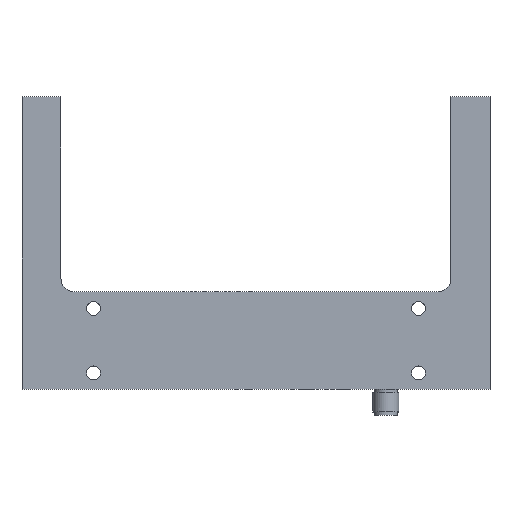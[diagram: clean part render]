
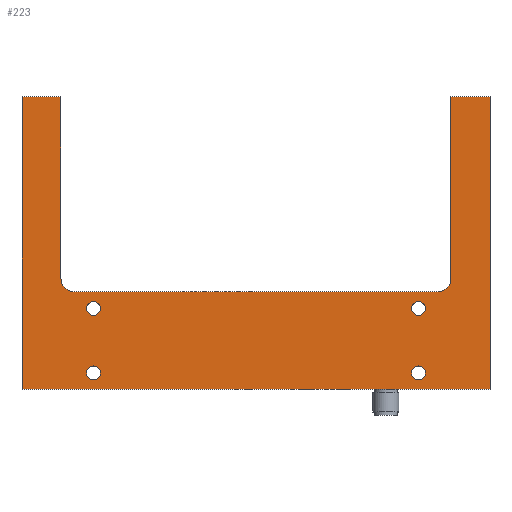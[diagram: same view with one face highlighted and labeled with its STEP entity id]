
A CAD part, top view. The second image highlights one B-rep face of the part: STEP entity #223.
In plain terms, the highlighted planar face has unit normal (0, 0, 1).
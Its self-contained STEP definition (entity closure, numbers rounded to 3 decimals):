
#185=EDGE_CURVE('',#349,#447,#524,.T.);
#203=EDGE_CURVE('',#363,#546,#547,.F.);
#221=EDGE_CURVE('',#335,#441,#572,.T.);
#223=ADVANCED_FACE('',(#574,#575,#576,#577,#578),#579,.T.);
#225=EDGE_CURVE('',#441,#421,#581,.T.);
#233=EDGE_CURVE('',#313,#592,#593,.F.);
#271=EDGE_CURVE('',#317,#439,#641,.T.);
#275=EDGE_CURVE('',#646,#277,#647,.F.);
#277=VERTEX_POINT('',#649);
#281=EDGE_CURVE('',#439,#357,#654,.F.);
#283=EDGE_CURVE('',#447,#335,#656,.T.);
#297=EDGE_CURVE('',#357,#349,#676,.T.);
#303=EDGE_CURVE('',#421,#355,#683,.T.);
#307=EDGE_CURVE('',#355,#483,#688,.T.);
#313=VERTEX_POINT('',#696);
#317=VERTEX_POINT('',#701);
#321=EDGE_CURVE('',#706,#437,#707,.F.);
#333=EDGE_CURVE('',#277,#646,#724,.F.);
#335=VERTEX_POINT('',#726);
#337=EDGE_CURVE('',#437,#706,#728,.F.);
#347=EDGE_CURVE('',#483,#317,#740,.F.);
#349=VERTEX_POINT('',#742);
#351=EDGE_CURVE('',#592,#313,#744,.F.);
#355=VERTEX_POINT('',#749);
#357=VERTEX_POINT('',#751);
#363=VERTEX_POINT('',#757);
#421=VERTEX_POINT('',#830);
#437=VERTEX_POINT('',#851);
#439=VERTEX_POINT('',#853);
#441=VERTEX_POINT('',#855);
#447=VERTEX_POINT('',#862);
#483=VERTEX_POINT('',#905);
#489=EDGE_CURVE('',#546,#363,#912,.F.);
#524=LINE('',#939,#940);
#546=VERTEX_POINT('',#967);
#547=CIRCLE('',#968,2.15);
#572=LINE('',#998,#999);
#574=FACE_BOUND('',#1001,.T.);
#575=FACE_BOUND('',#1002,.T.);
#576=FACE_BOUND('',#1003,.T.);
#577=FACE_BOUND('',#1004,.T.);
#578=FACE_OUTER_BOUND('',#1005,.T.);
#579=PLANE('',#1006);
#581=LINE('',#1009,#1010);
#592=VERTEX_POINT('',#1022);
#593=CIRCLE('',#1023,2.15);
#641=LINE('',#1089,#1090);
#646=VERTEX_POINT('',#1097);
#647=CIRCLE('',#1098,2.15);
#649=CARTESIAN_POINT('',(-52.15,-20.15,6.));
#654=CIRCLE('',#1107,4.0);
#656=LINE('',#1110,#1111);
#676=LINE('',#1132,#1133);
#683=LINE('',#1142,#1143);
#688=LINE('',#1148,#1149);
#696=CARTESIAN_POINT('',(-52.15,-40.0,6.));
#701=CARTESIAN_POINT('',(56.0,-15.0,6.));
#706=VERTEX_POINT('',#1168);
#707=CIRCLE('',#1169,2.15);
#724=CIRCLE('',#1187,2.15);
#726=CARTESIAN_POINT('',(-72.0,-45.,6.));
#728=CIRCLE('',#1192,2.15);
#740=CIRCLE('',#1207,4.0);
#742=CARTESIAN_POINT('',(-60.0,45.,6.));
#744=CIRCLE('',#1212,2.15);
#749=CARTESIAN_POINT('',(60.0,45.0,6.));
#751=CARTESIAN_POINT('',(-60.0,-11.0,6.));
#757=CARTESIAN_POINT('',(47.85,-20.15,6.));
#830=CARTESIAN_POINT('',(72.0,45.,6.));
#851=CARTESIAN_POINT('',(47.85,-40.0,6.));
#853=CARTESIAN_POINT('',(-56.0,-15.0,6.));
#855=CARTESIAN_POINT('',(72.0,-45.,6.));
#862=CARTESIAN_POINT('',(-72.0,45.,6.));
#905=CARTESIAN_POINT('',(60.0,-11.,6.));
#912=CIRCLE('',#1422,2.15);
#939=CARTESIAN_POINT('',(72.0,45.,6.));
#940=VECTOR('',#1459,1.0);
#967=CARTESIAN_POINT('',(52.15,-20.15,6.));
#968=AXIS2_PLACEMENT_3D('',#1487,#1488,#1489);
#998=CARTESIAN_POINT('',(-72.0,-45.,6.));
#999=VECTOR('',#1529,1.0);
#1001=EDGE_LOOP('',(#1531,#1532));
#1002=EDGE_LOOP('',(#1533,#1534));
#1003=EDGE_LOOP('',(#1535,#1536));
#1004=EDGE_LOOP('',(#1537,#1538));
#1005=EDGE_LOOP('',(#1539,#1540,#1541,#1542,#1543,#1544,#1545,#1546,#1547,#1548));
#1006=AXIS2_PLACEMENT_3D('',#1549,#1550,#1551);
#1009=CARTESIAN_POINT('',(72.0,-45.,6.));
#1010=VECTOR('',#1552,1.0);
#1022=CARTESIAN_POINT('',(-47.85,-40.0,6.));
#1023=AXIS2_PLACEMENT_3D('',#1571,#1572,#1573);
#1089=CARTESIAN_POINT('',(72.0,-15.,6.));
#1090=VECTOR('',#1629,1.0);
#1097=CARTESIAN_POINT('',(-47.85,-20.15,6.));
#1098=AXIS2_PLACEMENT_3D('',#1633,#1634,#1635);
#1107=AXIS2_PLACEMENT_3D('',#1639,#1640,#1641);
#1110=CARTESIAN_POINT('',(-72.0,45.,6.));
#1111=VECTOR('',#1642,1.0);
#1132=CARTESIAN_POINT('',(-60.0,45.,6.));
#1133=VECTOR('',#1683,1.0);
#1142=CARTESIAN_POINT('',(72.0,45.,6.));
#1143=VECTOR('',#1695,1.0);
#1148=CARTESIAN_POINT('',(60.0,45.0,6.));
#1149=VECTOR('',#1697,1.0);
#1168=CARTESIAN_POINT('',(52.15,-40.0,6.));
#1169=AXIS2_PLACEMENT_3D('',#1730,#1731,#1732);
#1187=AXIS2_PLACEMENT_3D('',#1765,#1766,#1767);
#1192=AXIS2_PLACEMENT_3D('',#1768,#1769,#1770);
#1207=AXIS2_PLACEMENT_3D('',#1785,#1786,#1787);
#1212=AXIS2_PLACEMENT_3D('',#1788,#1789,#1790);
#1422=AXIS2_PLACEMENT_3D('',#2012,#2013,#2014);
#1459=DIRECTION('',(-1.0,0.,0.));
#1487=CARTESIAN_POINT('',(50.0,-20.15,6.));
#1488=DIRECTION('',(0.,0.,1.0));
#1489=DIRECTION('',(-1.0,0.,0.));
#1529=DIRECTION('',(1.0,0.,0.));
#1531=ORIENTED_EDGE('',*,*,#337,.T.);
#1532=ORIENTED_EDGE('',*,*,#321,.T.);
#1533=ORIENTED_EDGE('',*,*,#233,.T.);
#1534=ORIENTED_EDGE('',*,*,#351,.T.);
#1535=ORIENTED_EDGE('',*,*,#333,.T.);
#1536=ORIENTED_EDGE('',*,*,#275,.T.);
#1537=ORIENTED_EDGE('',*,*,#203,.T.);
#1538=ORIENTED_EDGE('',*,*,#489,.T.);
#1539=ORIENTED_EDGE('',*,*,#303,.T.);
#1540=ORIENTED_EDGE('',*,*,#307,.T.);
#1541=ORIENTED_EDGE('',*,*,#347,.T.);
#1542=ORIENTED_EDGE('',*,*,#271,.T.);
#1543=ORIENTED_EDGE('',*,*,#281,.T.);
#1544=ORIENTED_EDGE('',*,*,#297,.T.);
#1545=ORIENTED_EDGE('',*,*,#185,.T.);
#1546=ORIENTED_EDGE('',*,*,#283,.T.);
#1547=ORIENTED_EDGE('',*,*,#221,.T.);
#1548=ORIENTED_EDGE('',*,*,#225,.T.);
#1549=CARTESIAN_POINT('',(-0.007,-11.981,6.0));
#1550=DIRECTION('',(0.,0.,1.0));
#1551=DIRECTION('',(1.0,0.,0.));
#1552=DIRECTION('',(0.,1.0,0.));
#1571=CARTESIAN_POINT('',(-50.0,-40.0,6.));
#1572=DIRECTION('',(0.,0.,1.0));
#1573=DIRECTION('',(-1.0,0.,0.));
#1629=DIRECTION('',(-1.0,0.,0.));
#1633=CARTESIAN_POINT('',(-50.0,-20.15,6.));
#1634=DIRECTION('',(0.,0.,1.0));
#1635=DIRECTION('',(-1.0,0.,0.));
#1639=CARTESIAN_POINT('',(-56.0,-11.0,6.));
#1640=DIRECTION('',(0.,0.,1.0));
#1641=DIRECTION('',(-1.0,0.,0.));
#1642=DIRECTION('',(0.,-1.0,0.));
#1683=DIRECTION('',(0.,1.0,0.));
#1695=DIRECTION('',(-1.0,0.,0.));
#1697=DIRECTION('',(0.,-1.0,0.));
#1730=CARTESIAN_POINT('',(50.0,-40.0,6.));
#1731=DIRECTION('',(0.,0.,1.0));
#1732=DIRECTION('',(-1.0,0.,0.));
#1765=CARTESIAN_POINT('',(-50.0,-20.15,6.));
#1766=DIRECTION('',(0.,0.,1.0));
#1767=DIRECTION('',(-1.0,0.,0.));
#1768=CARTESIAN_POINT('',(50.0,-40.0,6.));
#1769=DIRECTION('',(0.,0.,1.0));
#1770=DIRECTION('',(-1.0,0.,0.));
#1785=CARTESIAN_POINT('',(56.0,-11.,6.));
#1786=DIRECTION('',(0.,0.,1.0));
#1787=DIRECTION('',(-1.0,0.,0.));
#1788=CARTESIAN_POINT('',(-50.0,-40.0,6.));
#1789=DIRECTION('',(0.,0.,1.0));
#1790=DIRECTION('',(-1.0,0.,0.));
#2012=CARTESIAN_POINT('',(50.0,-20.15,6.));
#2013=DIRECTION('',(0.,0.,1.0));
#2014=DIRECTION('',(-1.0,0.,0.));
